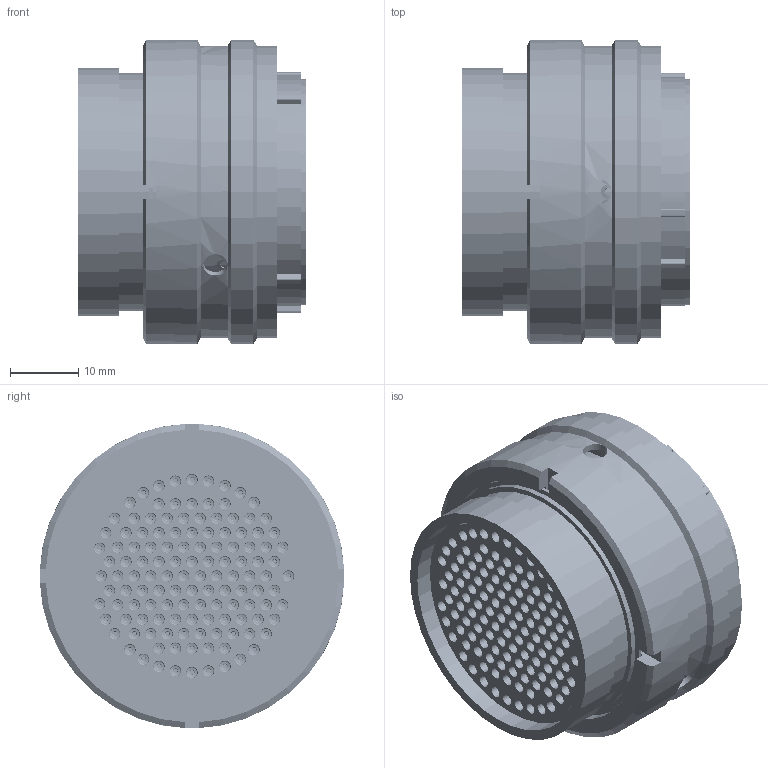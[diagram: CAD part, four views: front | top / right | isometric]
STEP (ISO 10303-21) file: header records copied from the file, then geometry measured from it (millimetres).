
FILE_DESCRIPTION (( 'STEP AP214' ), '1' );
FILE_NAME ('AS624-35SA.STEP', '2022-02-09T16:56:29', ( '' ), ( '' ), 'SwSTEP 2.0', 'SolidWorks 2020', '' );
FILE_SCHEMA (( 'AUTOMOTIVE_DESIGN' ));
Length unit declared in the file: millimetre
Products named in the file (1): AS624-35SA
Bounding box: 33.37 x 44.5 x 44.5 mm (x, y, z)
Volume: 29811.8 mm3; surface area: 39222.5 mm2
Topology: 10 solids, 10 shells, 4815 faces, 11371 edges, 6711 vertices
Faces by surface type: torus 1540, cylinder 1407, cone 1034, plane 818, bspline 12, sphere 4
Entity records: 202775 total; most frequent: CARTESIAN_POINT 39541, DIRECTION 24269, ORIENTED_EDGE 22722, EDGE_CURVE 11361, AXIS2_PLACEMENT_3D 10663, VERTEX_POINT 6705, CIRCLE 5861, EDGE_LOOP 5476
